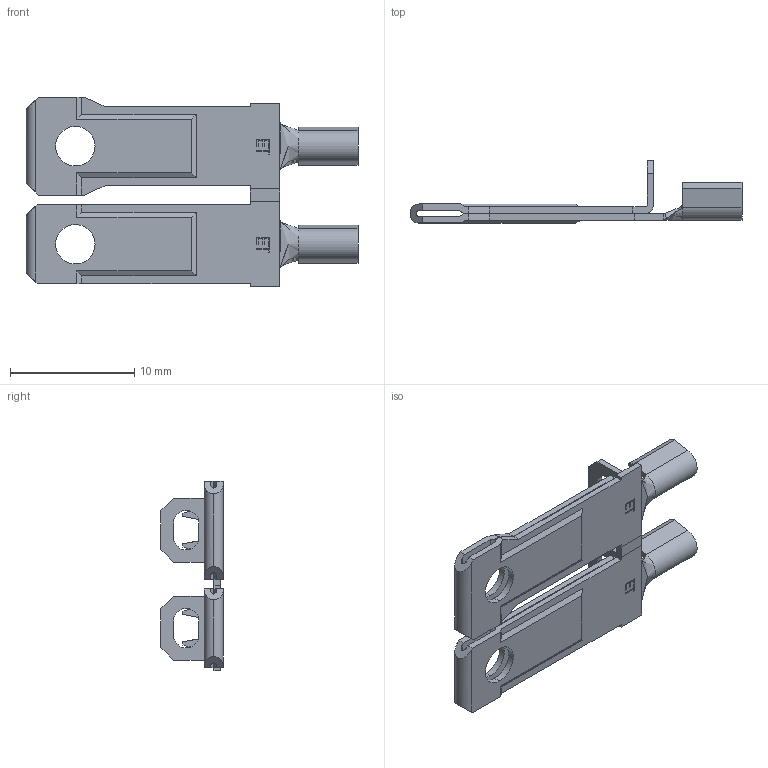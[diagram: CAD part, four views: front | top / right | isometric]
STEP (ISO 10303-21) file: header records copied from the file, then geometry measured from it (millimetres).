
FILE_DESCRIPTION (( 'STEP AP203' ), '1' );
FILE_NAME ('14227.STEP', '2015-01-20T12:46:27', ( '' ), ( '' ), 'SwSTEP 2.0', 'SolidWorks 2014', '' );
FILE_SCHEMA (( 'CONFIG_CONTROL_DESIGN' ));
Length unit declared in the file: inch
Products named in the file (4): PB817F18NARROW; PB817F18WIDE; TOOL0889CARRIERSTRIP; 14227
Assembly tree (3 placements, depth 2):
  14227
    PB817F18NARROW
    PB817F18WIDE
    TOOL0889CARRIERSTRIP
Bounding box: 26.67 x 5 x 15.24 mm (x, y, z)
Volume: 299.7 mm3; surface area: 1341.7 mm2
Topology: 3 solids, 3 shells, 338 faces, 896 edges, 568 vertices
Faces by surface type: plane 246, cylinder 52, cone 24, bspline 16
Entity records: 11062 total; most frequent: CARTESIAN_POINT 2380, ORIENTED_EDGE 1792, DIRECTION 1592, EDGE_CURVE 896, LINE 744, VECTOR 744, VERTEX_POINT 568, AXIS2_PLACEMENT_3D 424
